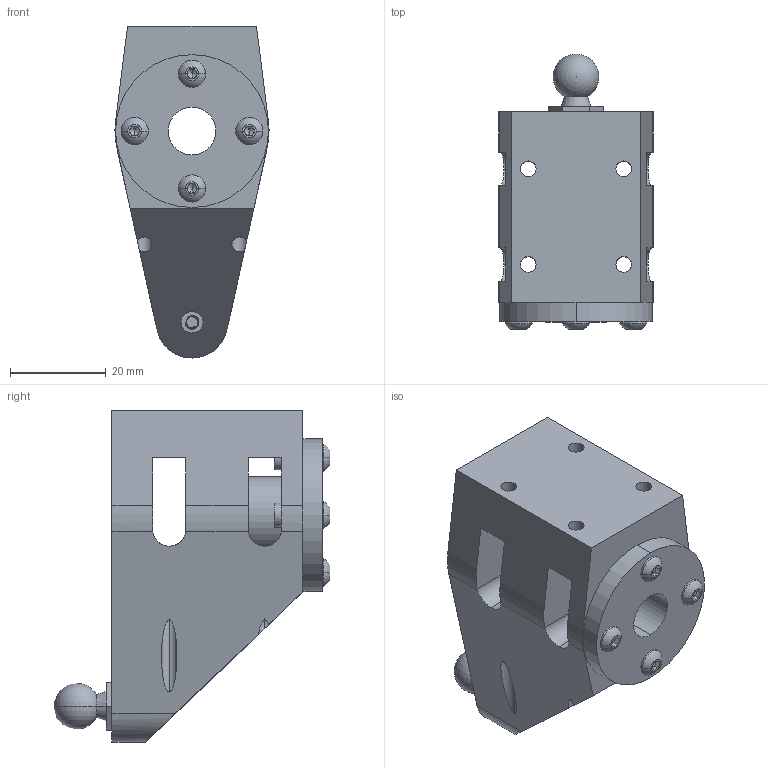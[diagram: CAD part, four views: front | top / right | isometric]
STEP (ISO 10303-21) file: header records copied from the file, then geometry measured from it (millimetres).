
FILE_DESCRIPTION (( 'STEP AP214' ), '1' );
FILE_NAME ('Z Block Back Assembled.step', '2019-11-11T12:54:22', ( '' ), ( '' ), 'SwSTEP 2.0', 'SolidWorks 2019', '' );
FILE_SCHEMA (( 'AUTOMOTIVE_DESIGN' ));
Length unit declared in the file: millimetre
Products named in the file (7): socket button head screw_bsi_BS EN ISO 7380 - M3 x 6 - 6N; M3x6x5 - Heat Set Insert; Z Block Back Assembled; Ball Stud - Haydn; Z Block Back; TR10 Nut; M3x10x5 - Heat Set Insert
Assembly tree (12 placements, depth 2):
  Z Block Back Assembled
    Z Block Back
    Ball Stud - Haydn
    M3x10x5 - Heat Set Insert
    M3x6x5 - Heat Set Insert  x4
    TR10 Nut
    socket button head screw_bsi_BS EN ISO 7380 - M3 x 6 - 6N  x4
Bounding box: 32.25 x 57.77 x 69.5 mm (x, y, z)
Volume: 51773.5 mm3; surface area: 19594 mm2
Topology: 13 solids, 13 shells, 422 faces, 1150 edges, 738 vertices
Faces by surface type: cylinder 260, plane 105, cone 33, sphere 12, torus 8, bspline 4
Full cylindrical faces by diameter (mm): 2.356 x12, 2.927 x8
Entity records: 21054 total; most frequent: CARTESIAN_POINT 12558, ORIENTED_EDGE 1918, DIRECTION 1403, EDGE_CURVE 959, VERTEX_POINT 643, AXIS2_PLACEMENT_3D 498, LINE 407, VECTOR 407
